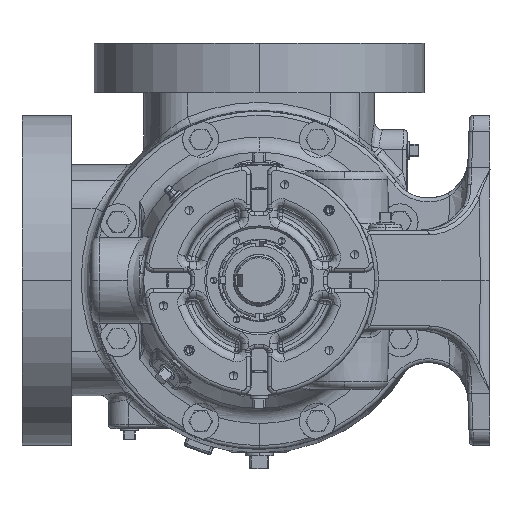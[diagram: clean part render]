
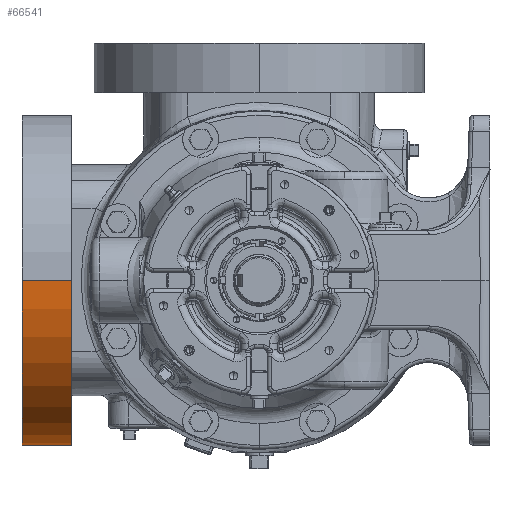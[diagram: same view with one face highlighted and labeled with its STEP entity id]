
A CAD part, left-side view. The second image highlights one B-rep face of the part: STEP entity #66541.
In plain terms, the highlighted cylindrical face has radius 127 mm (diameter 254 mm), a partial arc.
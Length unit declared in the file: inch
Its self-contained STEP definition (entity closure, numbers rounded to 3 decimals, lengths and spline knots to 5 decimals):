
#5560 = EDGE_CURVE ( 'NONE', #14658, #206294, #250842, .T. ) ;
#14658 = VERTEX_POINT ( 'NONE', #238971 ) ;
#19158 = CARTESIAN_POINT ( 'NONE',  ( 3.345, 4.61681, 0. ) ) ;
#21614 = VERTEX_POINT ( 'NONE', #239066 ) ;
#22965 = DIRECTION ( 'NONE',  ( -1., 0., 0. ) ) ;
#24065 = CIRCLE ( 'NONE', #175201, 5. ) ;
#33297 = EDGE_CURVE ( 'NONE', #40315, #21614, #91791, .T. ) ;
#40315 = VERTEX_POINT ( 'NONE', #242990 ) ;
#45855 = DIRECTION ( 'NONE',  ( 0., -1., 0. ) ) ;
#66541 = ADVANCED_FACE ( 'NONE', ( #197523 ), #219754, .T. ) ;
#69388 = CARTESIAN_POINT ( 'NONE',  ( 3.345, 5.6875, 0. ) ) ;
#70887 = DIRECTION ( 'NONE',  ( 0., -1., 0. ) ) ;
#81738 = EDGE_LOOP ( 'NONE', ( #214617, #231615, #151771, #150275 ) ) ;
#83142 = DIRECTION ( 'NONE',  ( 0., -1., 0. ) ) ;
#91630 = DIRECTION ( 'NONE',  ( -1., 0., 0. ) ) ;
#91791 = LINE ( 'NONE', #176828, #253954 ) ;
#110544 = CARTESIAN_POINT ( 'NONE',  ( 3.345, 7.1875, 0. ) ) ;
#113332 = AXIS2_PLACEMENT_3D ( 'NONE', #19158, #83142, #230609 ) ;
#128672 = DIRECTION ( 'NONE',  ( 0., -1., 0. ) ) ;
#142423 = DIRECTION ( 'NONE',  ( 0., -1., 0. ) ) ;
#150275 = ORIENTED_EDGE ( 'NONE', *, *, #5560, .F. ) ;
#151771 = ORIENTED_EDGE ( 'NONE', *, *, #163891, .F. ) ;
#161143 = VECTOR ( 'NONE', #142423, 39.37008 ) ;
#162905 = EDGE_CURVE ( 'NONE', #14658, #40315, #178947, .T. ) ;
#163891 = EDGE_CURVE ( 'NONE', #206294, #21614, #24065, .T. ) ;
#175201 = AXIS2_PLACEMENT_3D ( 'NONE', #69388, #45855, #91630 ) ;
#176828 = CARTESIAN_POINT ( 'NONE',  ( 8.345, 4.61681, 0. ) ) ;
#178947 = CIRCLE ( 'NONE', #267716, 5. ) ;
#197523 = FACE_OUTER_BOUND ( 'NONE', #81738, .T. ) ;
#205091 = CARTESIAN_POINT ( 'NONE',  ( -1.655, 4.61681, 0. ) ) ;
#206294 = VERTEX_POINT ( 'NONE', #243456 ) ;
#214617 = ORIENTED_EDGE ( 'NONE', *, *, #162905, .T. ) ;
#219754 = CYLINDRICAL_SURFACE ( 'NONE', #113332, 5. ) ;
#230609 = DIRECTION ( 'NONE',  ( -1., 0., 0. ) ) ;
#231615 = ORIENTED_EDGE ( 'NONE', *, *, #33297, .T. ) ;
#238971 = CARTESIAN_POINT ( 'NONE',  ( -1.655, 7.1875, 0. ) ) ;
#239066 = CARTESIAN_POINT ( 'NONE',  ( 8.345, 5.6875, 0. ) ) ;
#242990 = CARTESIAN_POINT ( 'NONE',  ( 8.345, 7.1875, 0. ) ) ;
#243456 = CARTESIAN_POINT ( 'NONE',  ( -1.655, 5.6875, 0. ) ) ;
#250842 = LINE ( 'NONE', #205091, #161143 ) ;
#253954 = VECTOR ( 'NONE', #70887, 39.37008 ) ;
#267716 = AXIS2_PLACEMENT_3D ( 'NONE', #110544, #128672, #22965 ) ;
